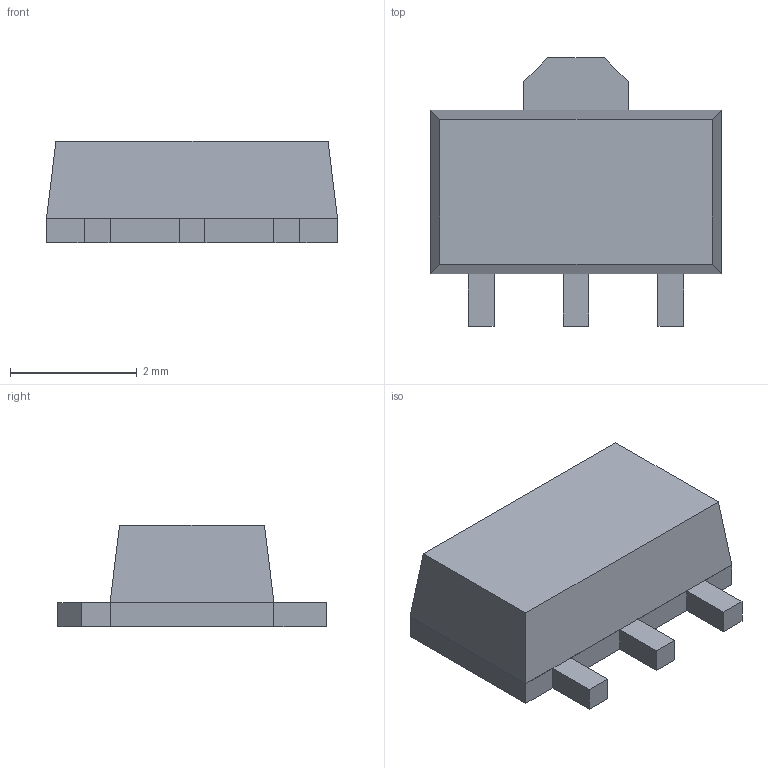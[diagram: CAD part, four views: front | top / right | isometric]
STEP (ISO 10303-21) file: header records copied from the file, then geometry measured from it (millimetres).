
FILE_DESCRIPTION((''),'2;1');
FILE_NAME('MINI-CIRCUIT_DF782.stp','2009-11-03T17:53:15',(''),(''),'Mechanical Desktop 2006','Mechanical Desktop 2006',', , ');
FILE_SCHEMA(('AUTOMOTIVE_DESIGN { 1 2 10303 214 0 1 1 1 }'));
Length unit declared in the file: millimetre
Products named in the file (1): Product
Bounding box: 4.6 x 4.24 x 1.6 mm (x, y, z)
Volume: 18.6 mm3; surface area: 82 mm2
Topology: 6 solids, 6 shells, 54 faces, 126 edges, 84 vertices
Faces by surface type: plane 54
Entity records: 1556 total; most frequent: CARTESIAN_POINT 265, ORIENTED_EDGE 252, DIRECTION 236, VECTOR 126, LINE 126, EDGE_CURVE 126, VERTEX_POINT 84, AXIS2_PLACEMENT_3D 55
